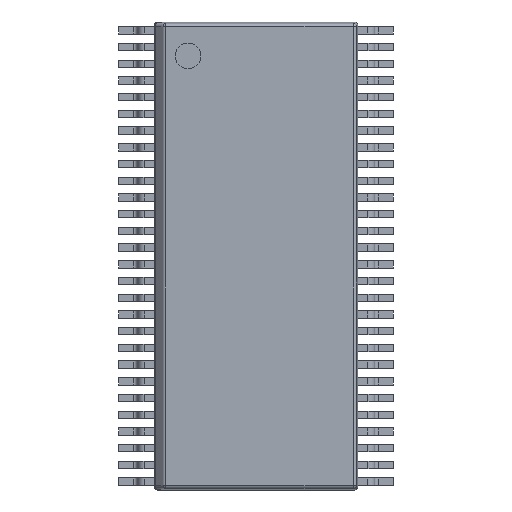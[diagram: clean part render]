
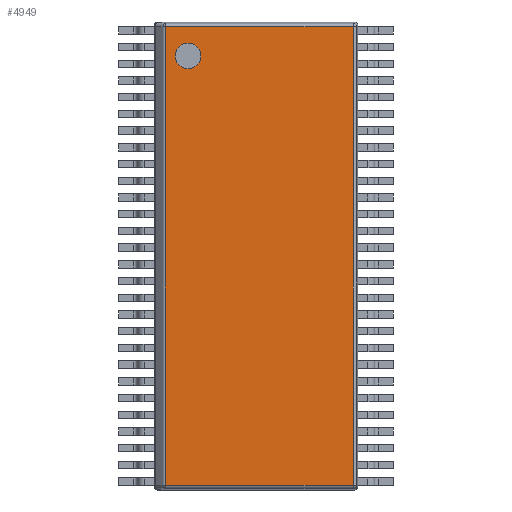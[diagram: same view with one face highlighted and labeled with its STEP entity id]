
A CAD part, top view. The second image highlights one B-rep face of the part: STEP entity #4949.
In plain terms, the highlighted planar face has unit normal (0, 0, 1).
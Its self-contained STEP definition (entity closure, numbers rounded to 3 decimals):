
#4104 = CYLINDRICAL_SURFACE('',#4105,0.1);
#4105 = AXIS2_PLACEMENT_3D('',#4106,#4107,#4108);
#4106 = CARTESIAN_POINT('',(0.3,13.857,1.1));
#4107 = DIRECTION('',(1.,0.,0.));
#4108 = DIRECTION('',(-0.,0.995,0.105));
#4305 = CYLINDRICAL_SURFACE('',#4306,0.1);
#4306 = AXIS2_PLACEMENT_3D('',#4307,#4308,#4309);
#4307 = CARTESIAN_POINT('',(0.3,0.143,1.1));
#4308 = DIRECTION('',(1.,-0.,0.));
#4309 = DIRECTION('',(-0.,-0.995,0.105));
#4406 = CYLINDRICAL_SURFACE('',#4407,0.1);
#4407 = AXIS2_PLACEMENT_3D('',#4408,#4409,#4410);
#4408 = CARTESIAN_POINT('',(0.341,0.053,1.1));
#4409 = DIRECTION('',(0.,1.,0.));
#4410 = DIRECTION('',(-0.707,0.,0.707));
#4567 = VERTEX_POINT('',#4568);
#4568 = CARTESIAN_POINT('',(0.341,13.857,1.2));
#4601 = EDGE_CURVE('',#4567,#4602,#4604,.T.);
#4602 = VERTEX_POINT('',#4603);
#4603 = CARTESIAN_POINT('',(5.957,13.857,1.2));
#4604 = SURFACE_CURVE('',#4605,(#4609,#4616),.PCURVE_S1.);
#4605 = LINE('',#4606,#4607);
#4606 = CARTESIAN_POINT('',(0.3,13.857,1.2));
#4607 = VECTOR('',#4608,1.);
#4608 = DIRECTION('',(1.,0.,0.));
#4609 = PCURVE('',#4104,#4610);
#4610 = DEFINITIONAL_REPRESENTATION('',(#4611),#4615);
#4611 = LINE('',#4612,#4613);
#4612 = CARTESIAN_POINT('',(1.466,0.));
#4613 = VECTOR('',#4614,1.);
#4614 = DIRECTION('',(0.,1.));
#4615 = ( GEOMETRIC_REPRESENTATION_CONTEXT(2) 
PARAMETRIC_REPRESENTATION_CONTEXT() REPRESENTATION_CONTEXT('2D SPACE',''
  ) );
#4616 = PCURVE('',#4617,#4622);
#4617 = PLANE('',#4618);
#4618 = AXIS2_PLACEMENT_3D('',#4619,#4620,#4621);
#4619 = CARTESIAN_POINT('',(0.,0.,1.2));
#4620 = DIRECTION('',(0.,0.,1.));
#4621 = DIRECTION('',(1.,0.,-0.));
#4622 = DEFINITIONAL_REPRESENTATION('',(#4623),#4627);
#4623 = LINE('',#4624,#4625);
#4624 = CARTESIAN_POINT('',(0.3,13.857));
#4625 = VECTOR('',#4626,1.);
#4626 = DIRECTION('',(1.,0.));
#4627 = ( GEOMETRIC_REPRESENTATION_CONTEXT(2) 
PARAMETRIC_REPRESENTATION_CONTEXT() REPRESENTATION_CONTEXT('2D SPACE',''
  ) );
#4745 = VERTEX_POINT('',#4746);
#4746 = CARTESIAN_POINT('',(0.341,0.143,1.2));
#4779 = EDGE_CURVE('',#4745,#4780,#4782,.T.);
#4780 = VERTEX_POINT('',#4781);
#4781 = CARTESIAN_POINT('',(5.957,0.143,1.2));
#4782 = SURFACE_CURVE('',#4783,(#4787,#4794),.PCURVE_S1.);
#4783 = LINE('',#4784,#4785);
#4784 = CARTESIAN_POINT('',(0.3,0.143,1.2));
#4785 = VECTOR('',#4786,1.);
#4786 = DIRECTION('',(1.,-0.,0.));
#4787 = PCURVE('',#4305,#4788);
#4788 = DEFINITIONAL_REPRESENTATION('',(#4789),#4793);
#4789 = LINE('',#4790,#4791);
#4790 = CARTESIAN_POINT('',(-1.466,0.));
#4791 = VECTOR('',#4792,1.);
#4792 = DIRECTION('',(-0.,1.));
#4793 = ( GEOMETRIC_REPRESENTATION_CONTEXT(2) 
PARAMETRIC_REPRESENTATION_CONTEXT() REPRESENTATION_CONTEXT('2D SPACE',''
  ) );
#4794 = PCURVE('',#4617,#4795);
#4795 = DEFINITIONAL_REPRESENTATION('',(#4796),#4800);
#4796 = LINE('',#4797,#4798);
#4797 = CARTESIAN_POINT('',(0.3,0.143));
#4798 = VECTOR('',#4799,1.);
#4799 = DIRECTION('',(1.,0.));
#4800 = ( GEOMETRIC_REPRESENTATION_CONTEXT(2) 
PARAMETRIC_REPRESENTATION_CONTEXT() REPRESENTATION_CONTEXT('2D SPACE',''
  ) );
#4845 = EDGE_CURVE('',#4745,#4567,#4846,.T.);
#4846 = SURFACE_CURVE('',#4847,(#4851,#4858),.PCURVE_S1.);
#4847 = LINE('',#4848,#4849);
#4848 = CARTESIAN_POINT('',(0.341,0.053,1.2));
#4849 = VECTOR('',#4850,1.);
#4850 = DIRECTION('',(0.,1.,0.));
#4851 = PCURVE('',#4406,#4852);
#4852 = DEFINITIONAL_REPRESENTATION('',(#4853),#4857);
#4853 = LINE('',#4854,#4855);
#4854 = CARTESIAN_POINT('',(0.785,0.));
#4855 = VECTOR('',#4856,1.);
#4856 = DIRECTION('',(0.,1.));
#4857 = ( GEOMETRIC_REPRESENTATION_CONTEXT(2) 
PARAMETRIC_REPRESENTATION_CONTEXT() REPRESENTATION_CONTEXT('2D SPACE',''
  ) );
#4858 = PCURVE('',#4617,#4859);
#4859 = DEFINITIONAL_REPRESENTATION('',(#4860),#4864);
#4860 = LINE('',#4861,#4862);
#4861 = CARTESIAN_POINT('',(0.341,0.053));
#4862 = VECTOR('',#4863,1.);
#4863 = DIRECTION('',(0.,1.));
#4864 = ( GEOMETRIC_REPRESENTATION_CONTEXT(2) 
PARAMETRIC_REPRESENTATION_CONTEXT() REPRESENTATION_CONTEXT('2D SPACE',''
  ) );
#4906 = CYLINDRICAL_SURFACE('',#4907,0.1);
#4907 = AXIS2_PLACEMENT_3D('',#4908,#4909,#4910);
#4908 = CARTESIAN_POINT('',(5.957,0.053,1.1));
#4909 = DIRECTION('',(0.,1.,-0.));
#4910 = DIRECTION('',(0.995,0.,0.105));
#4949 = ADVANCED_FACE('',(#4950,#4976),#4617,.T.);
#4950 = FACE_BOUND('',#4951,.T.);
#4951 = EDGE_LOOP('',(#4952,#4953,#4954,#4955));
#4952 = ORIENTED_EDGE('',*,*,#4601,.F.);
#4953 = ORIENTED_EDGE('',*,*,#4845,.F.);
#4954 = ORIENTED_EDGE('',*,*,#4779,.T.);
#4955 = ORIENTED_EDGE('',*,*,#4956,.T.);
#4956 = EDGE_CURVE('',#4780,#4602,#4957,.T.);
#4957 = SURFACE_CURVE('',#4958,(#4962,#4969),.PCURVE_S1.);
#4958 = LINE('',#4959,#4960);
#4959 = CARTESIAN_POINT('',(5.957,0.053,1.2));
#4960 = VECTOR('',#4961,1.);
#4961 = DIRECTION('',(0.,1.,-0.));
#4962 = PCURVE('',#4617,#4963);
#4963 = DEFINITIONAL_REPRESENTATION('',(#4964),#4968);
#4964 = LINE('',#4965,#4966);
#4965 = CARTESIAN_POINT('',(5.957,0.053));
#4966 = VECTOR('',#4967,1.);
#4967 = DIRECTION('',(0.,1.));
#4968 = ( GEOMETRIC_REPRESENTATION_CONTEXT(2) 
PARAMETRIC_REPRESENTATION_CONTEXT() REPRESENTATION_CONTEXT('2D SPACE',''
  ) );
#4969 = PCURVE('',#4906,#4970);
#4970 = DEFINITIONAL_REPRESENTATION('',(#4971),#4975);
#4971 = LINE('',#4972,#4973);
#4972 = CARTESIAN_POINT('',(-1.466,0.));
#4973 = VECTOR('',#4974,1.);
#4974 = DIRECTION('',(-0.,1.));
#4975 = ( GEOMETRIC_REPRESENTATION_CONTEXT(2) 
PARAMETRIC_REPRESENTATION_CONTEXT() REPRESENTATION_CONTEXT('2D SPACE',''
  ) );
#4976 = FACE_BOUND('',#4977,.T.);
#4977 = EDGE_LOOP('',(#4978));
#4978 = ORIENTED_EDGE('',*,*,#4979,.F.);
#4979 = EDGE_CURVE('',#4980,#4980,#4982,.T.);
#4980 = VERTEX_POINT('',#4981);
#4981 = CARTESIAN_POINT('',(1.398,12.983,1.2));
#4982 = SURFACE_CURVE('',#4983,(#4988,#4995),.PCURVE_S1.);
#4983 = CIRCLE('',#4984,0.381);
#4984 = AXIS2_PLACEMENT_3D('',#4985,#4986,#4987);
#4985 = CARTESIAN_POINT('',(1.017,12.983,1.2));
#4986 = DIRECTION('',(0.,0.,1.));
#4987 = DIRECTION('',(1.,0.,-0.));
#4988 = PCURVE('',#4617,#4989);
#4989 = DEFINITIONAL_REPRESENTATION('',(#4990),#4994);
#4990 = CIRCLE('',#4991,0.381);
#4991 = AXIS2_PLACEMENT_2D('',#4992,#4993);
#4992 = CARTESIAN_POINT('',(1.017,12.983));
#4993 = DIRECTION('',(1.,0.));
#4994 = ( GEOMETRIC_REPRESENTATION_CONTEXT(2) 
PARAMETRIC_REPRESENTATION_CONTEXT() REPRESENTATION_CONTEXT('2D SPACE',''
  ) );
#4995 = PCURVE('',#4996,#5001);
#4996 = CYLINDRICAL_SURFACE('',#4997,0.381);
#4997 = AXIS2_PLACEMENT_3D('',#4998,#4999,#5000);
#4998 = CARTESIAN_POINT('',(1.017,12.983,1.1));
#4999 = DIRECTION('',(0.,0.,1.));
#5000 = DIRECTION('',(1.,0.,-0.));
#5001 = DEFINITIONAL_REPRESENTATION('',(#5002),#5006);
#5002 = LINE('',#5003,#5004);
#5003 = CARTESIAN_POINT('',(0.,0.1));
#5004 = VECTOR('',#5005,1.);
#5005 = DIRECTION('',(1.,0.));
#5006 = ( GEOMETRIC_REPRESENTATION_CONTEXT(2) 
PARAMETRIC_REPRESENTATION_CONTEXT() REPRESENTATION_CONTEXT('2D SPACE',''
  ) );
